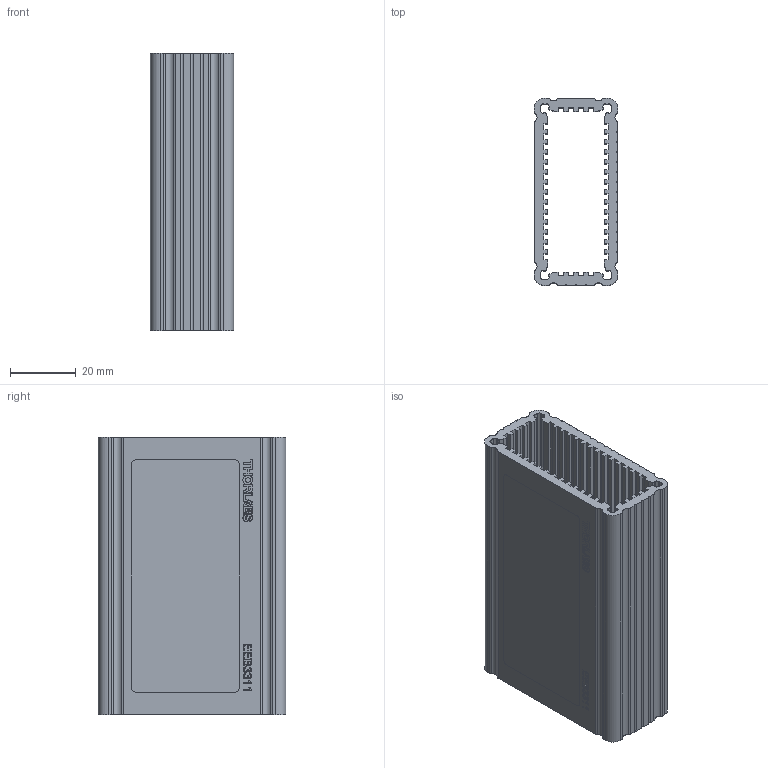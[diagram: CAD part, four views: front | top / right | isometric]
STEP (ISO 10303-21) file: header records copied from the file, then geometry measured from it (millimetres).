
FILE_DESCRIPTION(('FreeCAD Model'),'2;1');
FILE_NAME('TTN102556-E0W.step','2017-04-18T12:27:45' ,('kicad StepUp'),('ksu MCAD'),'Open CASCADE STEP processor 6.8', 'FreeCAD','Unknown');
FILE_SCHEMA(('AUTOMOTIVE_DESIGN_CC2 { 1 2 10303 214 -1 1 5 4 }'));
Length unit declared in the file: millimetre
Products named in the file (2): ASSEMBLY; TTN102556-E0W
Assembly tree (1 placements, depth 2):
  ASSEMBLY
    TTN102556-E0W
Bounding box: 25.4 x 57.15 x 84.58 mm (x, y, z)
Volume: 40210.4 mm3; surface area: 35785.1 mm2
Topology: 1 solids, 1 shells, 556 faces, 1587 edges, 1058 vertices
Faces by surface type: plane 353, cylinder 103, bspline 100
Entity records: 24337 total; most frequent: CARTESIAN_POINT 6375, ORIENTED_EDGE 3174, DIRECTION 2509, EDGE_CURVE 1587, LINE 1181, VECTOR 1181, VERTEX_POINT 1058, AXIS2_PLACEMENT_3D 664
